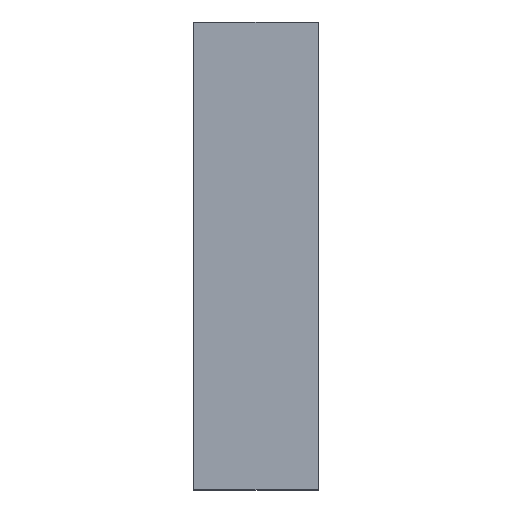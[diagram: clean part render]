
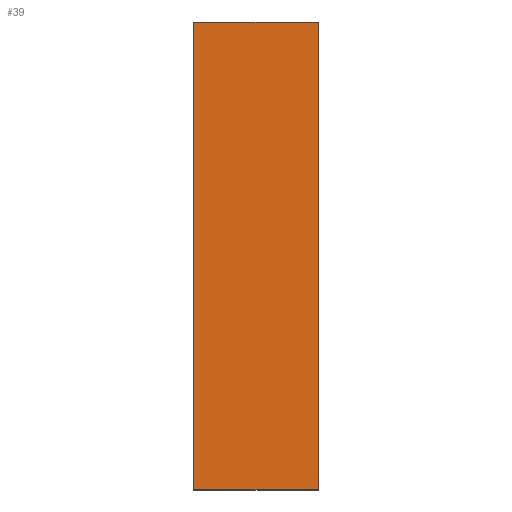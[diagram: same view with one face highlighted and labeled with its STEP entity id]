
A CAD part, front view. The second image highlights one B-rep face of the part: STEP entity #39.
In plain terms, the highlighted planar face has unit normal (0, -1, 0).
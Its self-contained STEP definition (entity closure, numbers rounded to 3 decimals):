
#39=ADVANCED_FACE('',(#73),#74,.F.);
#73=FACE_OUTER_BOUND('',#99,.T.);
#74=PLANE('',#100);
#99=EDGE_LOOP('',(#139,#140,#141,#142));
#100=AXIS2_PLACEMENT_3D('',#143,#144,#145);
#139=ORIENTED_EDGE('',*,*,#159,.F.);
#140=ORIENTED_EDGE('',*,*,#170,.T.);
#141=ORIENTED_EDGE('',*,*,#167,.T.);
#142=ORIENTED_EDGE('',*,*,#163,.F.);
#143=CARTESIAN_POINT('',(0.,-60.,-7.5));
#144=DIRECTION('',(0.,1.0,0.));
#145=DIRECTION('',(1.0,0.0,0.));
#159=EDGE_CURVE('',#180,#175,#182,.T.);
#163=EDGE_CURVE('',#175,#185,#188,.T.);
#167=EDGE_CURVE('',#190,#185,#194,.T.);
#170=EDGE_CURVE('',#180,#190,#197,.T.);
#175=VERTEX_POINT('',#202);
#180=VERTEX_POINT('',#209);
#182=LINE('',#212,#213);
#185=VERTEX_POINT('',#216);
#188=LINE('',#221,#222);
#190=VERTEX_POINT('',#224);
#194=LINE('',#230,#231);
#197=LINE('',#235,#236);
#202=CARTESIAN_POINT('',(0.,-60.,7.5));
#209=CARTESIAN_POINT('',(0.,-60.,-7.5));
#212=CARTESIAN_POINT('',(0.,-60.,-7.5));
#213=VECTOR('',#243,15.0);
#216=CARTESIAN_POINT('',(4.,-60.,7.5));
#221=CARTESIAN_POINT('',(0.,-60.,7.5));
#222=VECTOR('',#246,4.0);
#224=CARTESIAN_POINT('',(4.,-60.,-7.5));
#230=CARTESIAN_POINT('',(4.,-60.,-7.5));
#231=VECTOR('',#249,15.0);
#235=CARTESIAN_POINT('',(0.,-60.,-7.5));
#236=VECTOR('',#251,4.0);
#243=DIRECTION('',(0.,0.,1.0));
#246=DIRECTION('',(1.0,0.,0.));
#249=DIRECTION('',(0.,0.,1.0));
#251=DIRECTION('',(1.0,0.,0.));
